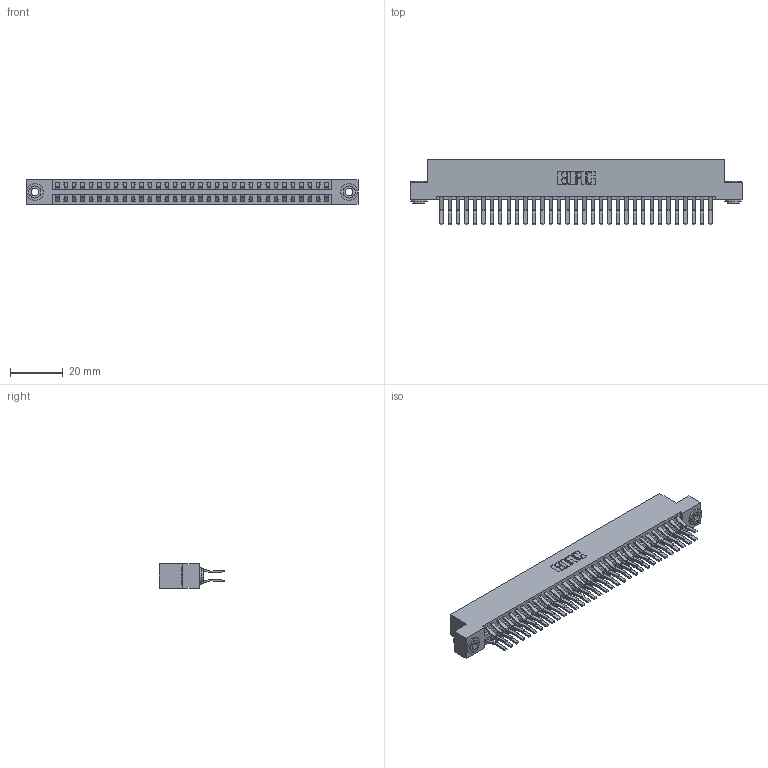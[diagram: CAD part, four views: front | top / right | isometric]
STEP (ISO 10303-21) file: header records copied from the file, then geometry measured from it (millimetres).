
FILE_DESCRIPTION (( 'STEP AP203' ), '1' );
FILE_NAME ('346-066-560-203.STEP', '2022-05-24T18:14:43', ( '' ), ( '' ), 'SwSTEP 2.0', 'SolidWorks 2020', '' );
FILE_SCHEMA (( 'CONFIG_CONTROL_DESIGN' ));
Length unit declared in the file: inch
Products named in the file (4): 345-292-001_560 Tail; 345-250-002_345-250-002-102; 346-066-560-203; 346 Part_Flush Mounting Lugs - 0.156 Dia-TH
Assembly tree (69 placements, depth 2):
  346-066-560-203
    346 Part_Flush Mounting Lugs - 0.156 Dia-TH
    345-292-001_560 Tail  x66
    345-250-002_345-250-002-102  x2
Bounding box: 125.35 x 24.78 x 9.4 mm (x, y, z)
Volume: 12587.1 mm3; surface area: 18563.2 mm2
Topology: 69 solids, 69 shells, 3738 faces, 11067 edges, 7286 vertices
Faces by surface type: plane 2410, cylinder 1320, cone 8
Entity records: 23902 total; most frequent: CARTESIAN_POINT 3933, ORIENTED_EDGE 3858, DIRECTION 3551, EDGE_CURVE 1929, LINE 1637, VECTOR 1637, VERTEX_POINT 1282, AXIS2_PLACEMENT_3D 957
